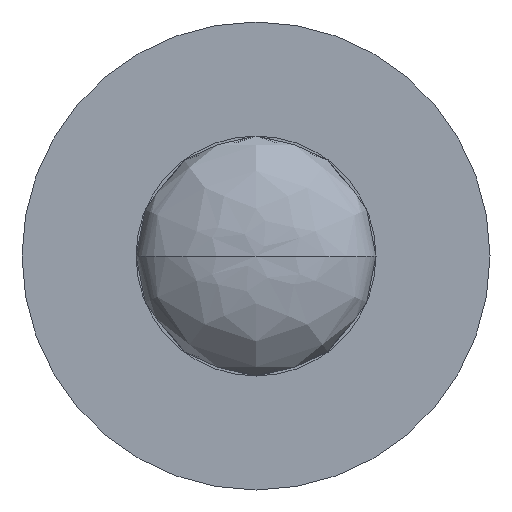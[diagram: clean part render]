
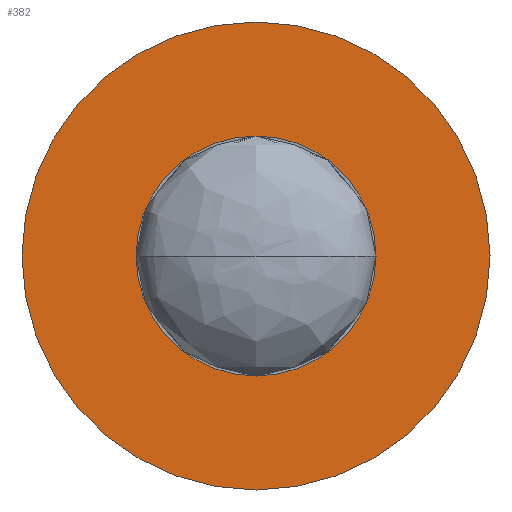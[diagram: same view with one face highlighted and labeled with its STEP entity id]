
A CAD part, front view. The second image highlights one B-rep face of the part: STEP entity #382.
In plain terms, the highlighted planar face has unit normal (0, -1, 0).
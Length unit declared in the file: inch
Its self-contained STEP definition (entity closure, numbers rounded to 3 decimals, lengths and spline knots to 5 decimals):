
#13 = VERTEX_POINT ( 'NONE', #436 ) ;
#41 = VERTEX_POINT ( 'NONE', #53 ) ;
#53 = CARTESIAN_POINT ( 'NONE',  ( 0., -0.29921, 0.15354 ) ) ;
#57 = DIRECTION ( 'NONE',  ( 0., 0., 1. ) ) ;
#60 = DIRECTION ( 'NONE',  ( 0., 0., 1. ) ) ;
#66 = CARTESIAN_POINT ( 'NONE',  ( 0., -0.29921, 0. ) ) ;
#81 = DIRECTION ( 'NONE',  ( 0., 0., 1. ) ) ;
#88 = AXIS2_PLACEMENT_3D ( 'NONE', #375, #495, #460 ) ;
#110 = CARTESIAN_POINT ( 'NONE',  ( 0., -0.29921, -0.07874 ) ) ;
#117 = EDGE_LOOP ( 'NONE', ( #271, #128 ) ) ;
#119 = ORIENTED_EDGE ( 'NONE', *, *, #188, .T. ) ;
#123 = CIRCLE ( 'NONE', #167, 0.15354 ) ;
#127 = PLANE ( 'NONE',  #481 ) ;
#128 = ORIENTED_EDGE ( 'NONE', *, *, #164, .F. ) ;
#164 = EDGE_CURVE ( 'NONE', #444, #41, #360, .T. ) ;
#167 = AXIS2_PLACEMENT_3D ( 'NONE', #358, #322, #437 ) ;
#188 = EDGE_CURVE ( 'NONE', #323, #13, #466, .T. ) ;
#229 = CIRCLE ( 'NONE', #311, 0.07874 ) ;
#241 = EDGE_LOOP ( 'NONE', ( #325, #119 ) ) ;
#271 = ORIENTED_EDGE ( 'NONE', *, *, #471, .F. ) ;
#280 = FACE_BOUND ( 'NONE', #241, .T. ) ;
#287 = DIRECTION ( 'NONE',  ( 0., 1., 0. ) ) ;
#311 = AXIS2_PLACEMENT_3D ( 'NONE', #319, #316, #81 ) ;
#316 = DIRECTION ( 'NONE',  ( 0., 1., 0. ) ) ;
#319 = CARTESIAN_POINT ( 'NONE',  ( 0., -0.29921, 0. ) ) ;
#322 = DIRECTION ( 'NONE',  ( 0., 1., 0. ) ) ;
#323 = VERTEX_POINT ( 'NONE', #110 ) ;
#325 = ORIENTED_EDGE ( 'NONE', *, *, #350, .T. ) ;
#350 = EDGE_CURVE ( 'NONE', #13, #323, #229, .T. ) ;
#358 = CARTESIAN_POINT ( 'NONE',  ( 0., -0.29921, 0. ) ) ;
#360 = CIRCLE ( 'NONE', #88, 0.15354 ) ;
#375 = CARTESIAN_POINT ( 'NONE',  ( 0., -0.29921, 0. ) ) ;
#382 = ADVANCED_FACE ( 'NONE', ( #405, #280 ), #127, .F. ) ;
#405 = FACE_OUTER_BOUND ( 'NONE', #117, .T. ) ;
#411 = DIRECTION ( 'NONE',  ( 0., 1., 0. ) ) ;
#436 = CARTESIAN_POINT ( 'NONE',  ( 0., -0.29921, 0.07874 ) ) ;
#437 = DIRECTION ( 'NONE',  ( 0., 0., 1. ) ) ;
#439 = CARTESIAN_POINT ( 'NONE',  ( 0., -0.29921, -0.15354 ) ) ;
#444 = VERTEX_POINT ( 'NONE', #439 ) ;
#460 = DIRECTION ( 'NONE',  ( 0., 0., 1. ) ) ;
#466 = CIRCLE ( 'NONE', #487, 0.07874 ) ;
#471 = EDGE_CURVE ( 'NONE', #41, #444, #123, .T. ) ;
#479 = CARTESIAN_POINT ( 'NONE',  ( 0.15354, -0.29921, 0. ) ) ;
#481 = AXIS2_PLACEMENT_3D ( 'NONE', #479, #287, #57 ) ;
#487 = AXIS2_PLACEMENT_3D ( 'NONE', #66, #411, #60 ) ;
#495 = DIRECTION ( 'NONE',  ( 0., 1., 0. ) ) ;
